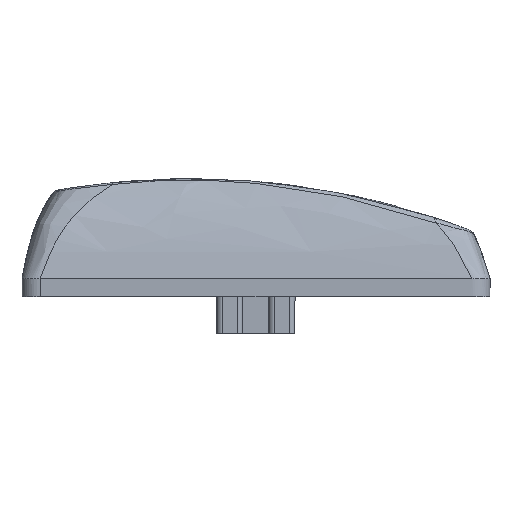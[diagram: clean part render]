
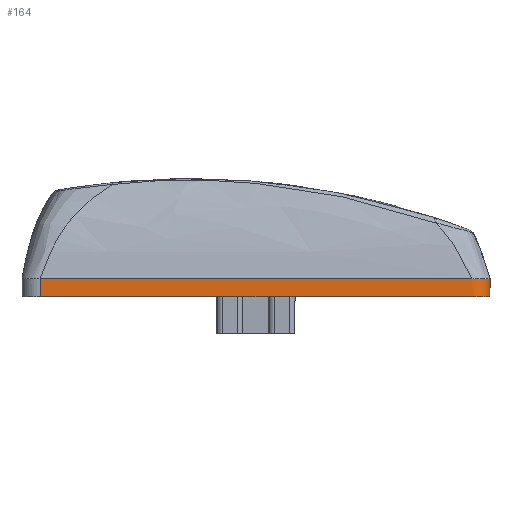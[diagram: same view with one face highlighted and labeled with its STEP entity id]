
A CAD part, left-side view. The second image highlights one B-rep face of the part: STEP entity #164.
In plain terms, the highlighted free-form (B-spline) face has degree [1, 2] with [2, 17] control points.
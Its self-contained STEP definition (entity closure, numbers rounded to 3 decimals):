
#164=ADVANCED_FACE('',(#423),#3701,.T.);
#423=FACE_OUTER_BOUND('',#682,.T.);
#682=EDGE_LOOP('',(#1507,#1508,#1509,#1510,#1511,#1512));
#1507=ORIENTED_EDGE('',*,*,#2554,.T.);
#1508=ORIENTED_EDGE('',*,*,#2567,.T.);
#1509=ORIENTED_EDGE('',*,*,#2531,.T.);
#1510=ORIENTED_EDGE('',*,*,#2532,.T.);
#1511=ORIENTED_EDGE('',*,*,#2514,.F.);
#1512=ORIENTED_EDGE('',*,*,#2676,.F.);
#2514=EDGE_CURVE('',#3551,#3552,#2879,.T.);
#2531=EDGE_CURVE('',#3563,#3564,#2896,.T.);
#2532=EDGE_CURVE('',#3564,#3552,#2897,.T.);
#2554=EDGE_CURVE('',#3510,#3509,#3208,.T.);
#2567=EDGE_CURVE('',#3509,#3563,#2914,.T.);
#2676=EDGE_CURVE('',#3510,#3551,#2930,.T.);
#2879=(
BOUNDED_CURVE()
B_SPLINE_CURVE(1,(#9796,#9797),.UNSPECIFIED.,.F.,.F.)
B_SPLINE_CURVE_WITH_KNOTS((2,2),(0.,0.7),.UNSPECIFIED.)
CURVE()
GEOMETRIC_REPRESENTATION_ITEM()
RATIONAL_B_SPLINE_CURVE((1.,1.))
REPRESENTATION_ITEM('')
);
#2896=(
BOUNDED_CURVE()
B_SPLINE_CURVE(2,(#9923,#9924,#9925),.UNSPECIFIED.,.F.,.F.)
B_SPLINE_CURVE_WITH_KNOTS((3,3),(53.099,54.198),
 .UNSPECIFIED.)
CURVE()
GEOMETRIC_REPRESENTATION_ITEM()
RATIONAL_B_SPLINE_CURVE((1.,0.707,1.))
REPRESENTATION_ITEM('')
);
#2897=(
BOUNDED_CURVE()
B_SPLINE_CURVE(2,(#9926,#9927,#9928),.UNSPECIFIED.,.F.,.F.)
B_SPLINE_CURVE_WITH_KNOTS((3,3),(54.198,70.798),
 .UNSPECIFIED.)
CURVE()
GEOMETRIC_REPRESENTATION_ITEM()
RATIONAL_B_SPLINE_CURVE((1.,1.,1.))
REPRESENTATION_ITEM('')
);
#2914=(
BOUNDED_CURVE()
B_SPLINE_CURVE(2,(#10244,#10245,#10246),.UNSPECIFIED.,.F.,.F.)
B_SPLINE_CURVE_WITH_KNOTS((3,3),(44.799,53.099),
 .UNSPECIFIED.)
CURVE()
GEOMETRIC_REPRESENTATION_ITEM()
RATIONAL_B_SPLINE_CURVE((1.,1.,1.))
REPRESENTATION_ITEM('')
);
#2930=(
BOUNDED_CURVE()
B_SPLINE_CURVE(2,(#10784,#10785,#10786,#10787,#10788,#10789,#10790),
 .UNSPECIFIED.,.F.,.F.)
B_SPLINE_CURVE_WITH_KNOTS((3,2,2,3),(8.3,16.6,17.7,34.3),
 .UNSPECIFIED.)
CURVE()
GEOMETRIC_REPRESENTATION_ITEM()
RATIONAL_B_SPLINE_CURVE((1.,1.,1.,0.707,1.,1.,1.))
REPRESENTATION_ITEM('')
);
#3208=B_SPLINE_CURVE_WITH_KNOTS('',1,(#10180,#10181),.UNSPECIFIED.,.F.,
 .F.,(2,2),(-0.557,-0.539),.UNSPECIFIED.);
#3509=VERTEX_POINT('',#8210);
#3510=VERTEX_POINT('',#8211);
#3551=VERTEX_POINT('',#8252);
#3552=VERTEX_POINT('',#8253);
#3563=VERTEX_POINT('',#8264);
#3564=VERTEX_POINT('',#8265);
#3701=(
BOUNDED_SURFACE()
B_SPLINE_SURFACE(1,2,((#6415,#6416,#6417,#6418,#6419,#6420,#6421,#6422,
#6423,#6424,#6425,#6426,#6427,#6428,#6429,#6430,#6431),(#6432,#6433,#6434,
#6435,#6436,#6437,#6438,#6439,#6440,#6441,#6442,#6443,#6444,#6445,#6446,
#6447,#6448)),.UNSPECIFIED.,.F.,.F.,.F.)
B_SPLINE_SURFACE_WITH_KNOTS((2,2),(3,2,2,2,2,2,2,2,3),(0.,0.7),(0.,1.1,
17.7,18.799,35.399,36.499,53.099,
54.198,70.798),.UNSPECIFIED.)
GEOMETRIC_REPRESENTATION_ITEM()
RATIONAL_B_SPLINE_SURFACE(((1.,0.707,1.,1.,1.,0.707,
1.,1.,1.,0.707,1.,1.,1.,0.707,1.,1.,1.),(1.,0.707,
1.,1.,1.,0.707,1.,1.,1.,0.707,1.,1.,1.,0.707,
1.,1.,1.)))
REPRESENTATION_ITEM('')
SURFACE()
);
#6415=CARTESIAN_POINT('',(45.5,28.3,-0.4));
#6416=CARTESIAN_POINT('',(45.5,29.,-0.4));
#6417=CARTESIAN_POINT('',(46.2,29.,-0.4));
#6418=CARTESIAN_POINT('',(54.5,29.,-0.4));
#6419=CARTESIAN_POINT('',(62.8,29.,-0.4));
#6420=CARTESIAN_POINT('',(63.5,29.,-0.4));
#6421=CARTESIAN_POINT('',(63.5,28.3,-0.4));
#6422=CARTESIAN_POINT('',(63.5,20.,-0.4));
#6423=CARTESIAN_POINT('',(63.5,11.7,-0.4));
#6424=CARTESIAN_POINT('',(63.5,11.,-0.4));
#6425=CARTESIAN_POINT('',(62.8,11.,-0.4));
#6426=CARTESIAN_POINT('',(54.5,11.,-0.4));
#6427=CARTESIAN_POINT('',(46.2,11.,-0.4));
#6428=CARTESIAN_POINT('',(45.5,11.,-0.4));
#6429=CARTESIAN_POINT('',(45.5,11.7,-0.4));
#6430=CARTESIAN_POINT('',(45.5,20.,-0.4));
#6431=CARTESIAN_POINT('',(45.5,28.3,-0.4));
#6432=CARTESIAN_POINT('',(45.5,28.3,0.3));
#6433=CARTESIAN_POINT('',(45.5,29.,0.3));
#6434=CARTESIAN_POINT('',(46.2,29.,0.3));
#6435=CARTESIAN_POINT('',(54.5,29.,0.3));
#6436=CARTESIAN_POINT('',(62.8,29.,0.3));
#6437=CARTESIAN_POINT('',(63.5,29.,0.3));
#6438=CARTESIAN_POINT('',(63.5,28.3,0.3));
#6439=CARTESIAN_POINT('',(63.5,20.,0.3));
#6440=CARTESIAN_POINT('',(63.5,11.7,0.3));
#6441=CARTESIAN_POINT('',(63.5,11.,0.3));
#6442=CARTESIAN_POINT('',(62.8,11.,0.3));
#6443=CARTESIAN_POINT('',(54.5,11.,0.3));
#6444=CARTESIAN_POINT('',(46.2,11.,0.3));
#6445=CARTESIAN_POINT('',(45.5,11.,0.3));
#6446=CARTESIAN_POINT('',(45.5,11.7,0.3));
#6447=CARTESIAN_POINT('',(45.5,20.,0.3));
#6448=CARTESIAN_POINT('',(45.5,28.3,0.3));
#8210=CARTESIAN_POINT('',(54.5,11.,0.3));
#8211=CARTESIAN_POINT('',(54.5,11.,-0.4));
#8252=CARTESIAN_POINT('',(45.5,28.3,-0.4));
#8253=CARTESIAN_POINT('',(45.5,28.3,0.3));
#8264=CARTESIAN_POINT('',(46.2,11.,0.3));
#8265=CARTESIAN_POINT('',(45.5,11.7,0.3));
#9796=CARTESIAN_POINT('',(45.5,28.3,-0.4));
#9797=CARTESIAN_POINT('',(45.5,28.3,0.3));
#9923=CARTESIAN_POINT('',(46.2,11.,0.3));
#9924=CARTESIAN_POINT('',(45.5,11.,0.3));
#9925=CARTESIAN_POINT('',(45.5,11.7,0.3));
#9926=CARTESIAN_POINT('',(45.5,11.7,0.3));
#9927=CARTESIAN_POINT('',(45.5,20.,0.3));
#9928=CARTESIAN_POINT('',(45.5,28.3,0.3));
#10180=CARTESIAN_POINT('',(54.5,11.,-0.4));
#10181=CARTESIAN_POINT('',(54.5,11.,0.3));
#10244=CARTESIAN_POINT('',(54.5,11.,0.3));
#10245=CARTESIAN_POINT('',(50.35,11.,0.3));
#10246=CARTESIAN_POINT('',(46.2,11.,0.3));
#10784=CARTESIAN_POINT('',(54.5,11.,-0.4));
#10785=CARTESIAN_POINT('',(50.35,11.,-0.4));
#10786=CARTESIAN_POINT('',(46.2,11.,-0.4));
#10787=CARTESIAN_POINT('',(45.5,11.,-0.4));
#10788=CARTESIAN_POINT('',(45.5,11.7,-0.4));
#10789=CARTESIAN_POINT('',(45.5,20.,-0.4));
#10790=CARTESIAN_POINT('',(45.5,28.3,-0.4));
